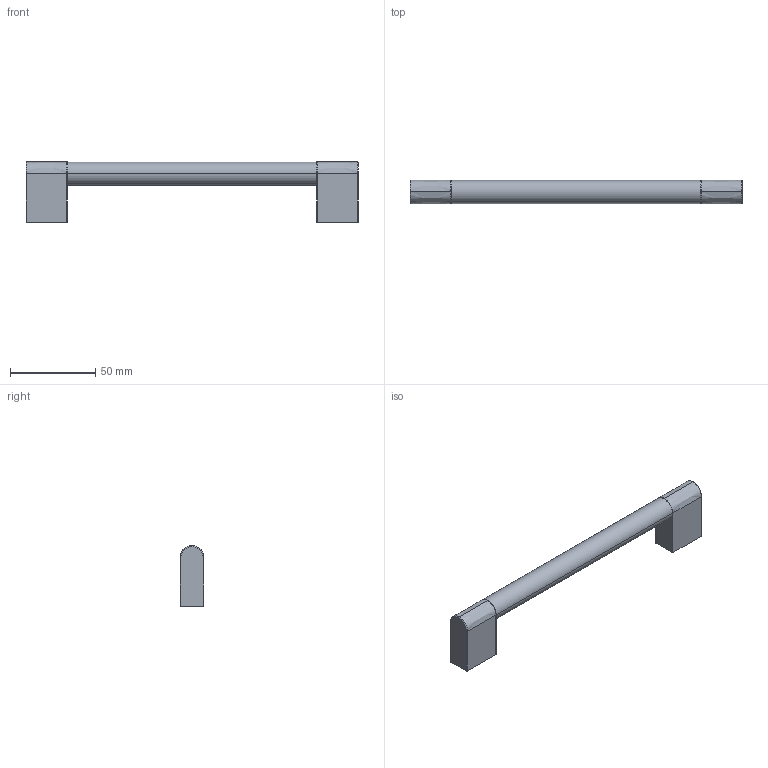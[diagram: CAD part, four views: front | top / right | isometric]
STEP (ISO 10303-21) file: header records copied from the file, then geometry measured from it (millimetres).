
FILE_DESCRIPTION(('Creo Elements/Direct Modeling STEP Export'),'2;1');
FILE_NAME('2160-194.stp','2024-09-23T10:03:37',(''),(''),'Creo Elements/Direct Modeling STEP processor for AP214 (Solid Model)','Creo Elements/Direct Modeling 20.0 12-Nov-2016 (C) Parametric Technology GmbH','');
FILE_SCHEMA(('AUTOMOTIVE_DESIGN { 1 0 10303 214 1 1 1 1 }'));
Length unit declared in the file: millimetre
Products named in the file (8): Sockel; Muffe; Seitenteil_gesamt.1; Seitenteil_gesamt; Profil; Griff_gesamt
Assembly tree (7 placements, depth 3):
  Griff_gesamt
    Profil
    Seitenteil_gesamt
      Muffe
      Sockel
    Seitenteil_gesamt.1
      Muffe
      Sockel
Bounding box: 194.4 x 14 x 35.4 mm (x, y, z)
Volume: 23978.4 mm3; surface area: 25486.4 mm2
Topology: 5 solids, 5 shells, 606 faces, 1694 edges, 1110 vertices
Faces by surface type: plane 438, cylinder 84, bspline 72, cone 8, torus 4
Entity records: 47157 total; most frequent: CARTESIAN_POINT 33588, ORIENTED_EDGE 3380, DIRECTION 1892, EDGE_CURVE 1690, VECTOR 1172, LINE 1172, VERTEX_POINT 1110, EDGE_LOOP 628
